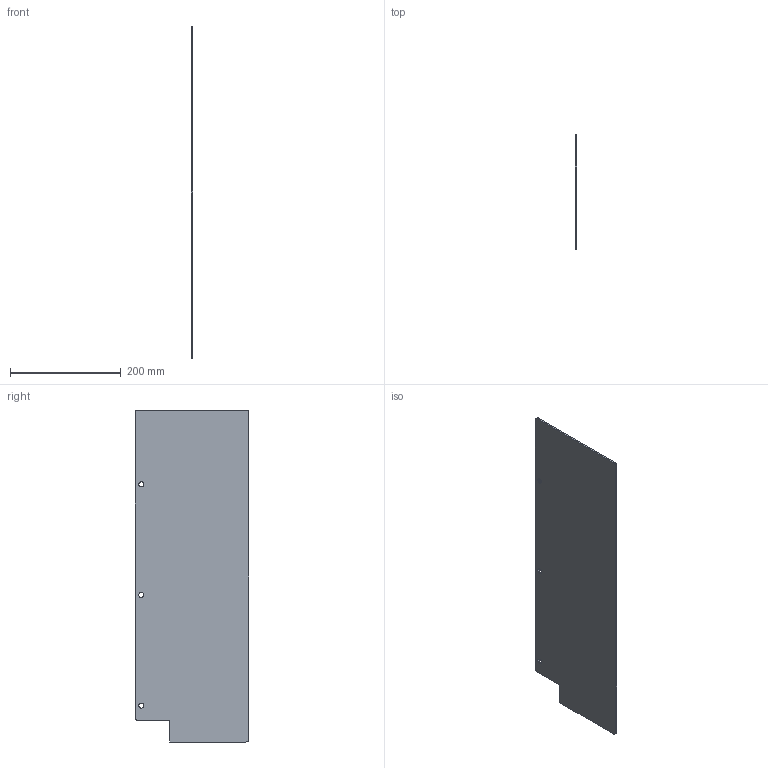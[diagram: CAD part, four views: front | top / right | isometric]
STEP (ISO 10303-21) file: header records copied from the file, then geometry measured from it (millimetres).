
FILE_DESCRIPTION (( 'STEP AP203' ), '1' );
FILE_NAME ('M5 - erpAynalama33360_Ön arka çamurluk_Yeni Tip_k3.IGS_Default_sldprt.STEP', '2023-01-17T08:17:32', ( '' ), ( '' ), 'SwSTEP 2.0', 'SolidWorks 2019', '' );
FILE_SCHEMA (( 'CONFIG_CONTROL_DESIGN' ));
Length unit declared in the file: millimetre
Products named in the file (1): M5 - erpAynalama33360_Ön arka çamurluk_Yeni Tip_k3.IGS_Default_sldprt
Bounding box: 3 x 205 x 600 mm (x, y, z)
Volume: 361024.9 mm3; surface area: 245744.5 mm2
Topology: 1 solids, 1 shells, 19 faces, 51 edges, 34 vertices
Faces by surface type: bspline 19
Entity records: 803 total; most frequent: CARTESIAN_POINT 417, ORIENTED_EDGE 102, EDGE_CURVE 51, B_SPLINE_CURVE_WITH_KNOTS 38, VERTEX_POINT 34, EDGE_LOOP 25, FACE_OUTER_BOUND 19, ADVANCED_FACE 19
